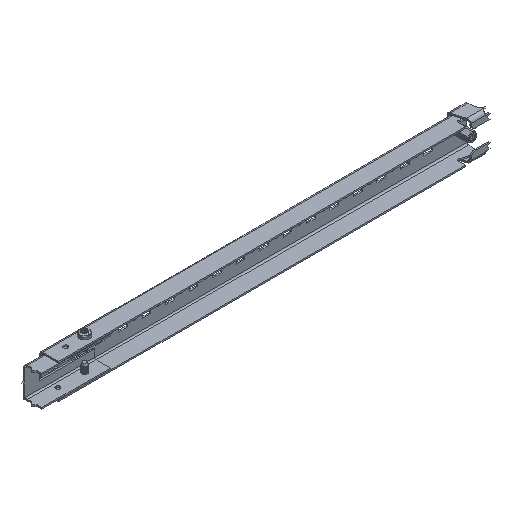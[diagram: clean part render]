
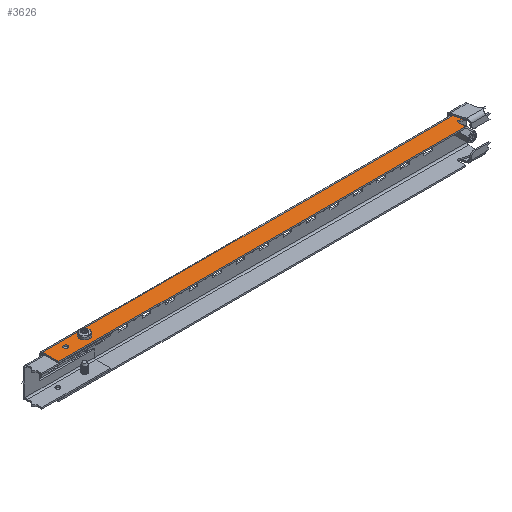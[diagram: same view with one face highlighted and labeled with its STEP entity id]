
A CAD part, isometric view. The second image highlights one B-rep face of the part: STEP entity #3626.
In plain terms, the highlighted planar face has unit normal (0, 0, 1).
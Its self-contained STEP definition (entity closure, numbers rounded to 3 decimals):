
#32 = ORIENTED_EDGE ( 'NONE', *, *, #5411, .F. ) ;
#236 = AXIS2_PLACEMENT_3D ( 'NONE', #13709, #13537, #4083 ) ;
#250 = EDGE_CURVE ( 'NONE', #12971, #11581, #4800, .T. ) ;
#261 = AXIS2_PLACEMENT_3D ( 'NONE', #298, #16205, #6833 ) ;
#298 = CARTESIAN_POINT ( 'NONE',  ( 0., 15.676, 18.484 ) ) ;
#460 = VERTEX_POINT ( 'NONE', #4508 ) ;
#539 = LINE ( 'NONE', #6019, #4776 ) ;
#585 = DIRECTION ( 'NONE',  ( 0., 1., 0. ) ) ;
#780 = ORIENTED_EDGE ( 'NONE', *, *, #5371, .F. ) ;
#931 = CARTESIAN_POINT ( 'NONE',  ( 207.776, -10.521, 18.484 ) ) ;
#954 = CARTESIAN_POINT ( 'NONE',  ( -226.5, -20.124, 18.484 ) ) ;
#969 = ORIENTED_EDGE ( 'NONE', *, *, #12697, .T. ) ;
#1389 = CARTESIAN_POINT ( 'NONE',  ( -226.5, -20.124, 18.484 ) ) ;
#1446 = FACE_OUTER_BOUND ( 'NONE', #1574, .T. ) ;
#1562 = CARTESIAN_POINT ( 'NONE',  ( 226.5, -20.124, 18.484 ) ) ;
#1574 = EDGE_LOOP ( 'NONE', ( #16448, #3689, #9394, #969, #1790, #14173, #32, #6919, #780, #16406 ) ) ;
#1629 = CARTESIAN_POINT ( 'NONE',  ( 222.9, -13.817, 18.484 ) ) ;
#1661 = CARTESIAN_POINT ( 'NONE',  ( -189., -7.874, 18.484 ) ) ;
#1790 = ORIENTED_EDGE ( 'NONE', *, *, #4095, .F. ) ;
#1892 = CARTESIAN_POINT ( 'NONE',  ( -226.5, -3., 18.484 ) ) ;
#2073 = CARTESIAN_POINT ( 'NONE',  ( -209., -12.374, 18.484 ) ) ;
#2078 = AXIS2_PLACEMENT_3D ( 'NONE', #9069, #11302, #4503 ) ;
#2104 = AXIS2_PLACEMENT_3D ( 'NONE', #11582, #12912, #7425 ) ;
#2184 = DIRECTION ( 'NONE',  ( -0.961, 0.276, 0. ) ) ;
#2220 = CIRCLE ( 'NONE', #10963, 1. ) ;
#2661 = VERTEX_POINT ( 'NONE', #13247 ) ;
#2906 = CARTESIAN_POINT ( 'NONE',  ( 226.5, -20.124, 18.484 ) ) ;
#2971 = LINE ( 'NONE', #1562, #7864 ) ;
#3393 = CARTESIAN_POINT ( 'NONE',  ( -209., -7.874, 18.484 ) ) ;
#3465 = DIRECTION ( 'NONE',  ( -1., 0., 0. ) ) ;
#3626 = ADVANCED_FACE ( 'NONE', ( #8085, #4271, #1446 ), #5416, .T. ) ;
#3689 = ORIENTED_EDGE ( 'NONE', *, *, #250, .T. ) ;
#3949 = VECTOR ( 'NONE', #3465, 1000. ) ;
#4048 = EDGE_CURVE ( 'NONE', #2661, #5291, #8731, .T. ) ;
#4083 = DIRECTION ( 'NONE',  ( 0., 1., 0. ) ) ;
#4095 = EDGE_CURVE ( 'NONE', #5291, #460, #539, .T. ) ;
#4271 = FACE_BOUND ( 'NONE', #13250, .T. ) ;
#4389 = CARTESIAN_POINT ( 'NONE',  ( 206.5, -11.482, 18.484 ) ) ;
#4503 = DIRECTION ( 'NONE',  ( 0., -1., 0. ) ) ;
#4508 = CARTESIAN_POINT ( 'NONE',  ( 206.5, -20.124, 18.484 ) ) ;
#4579 = VERTEX_POINT ( 'NONE', #13950 ) ;
#4602 = DIRECTION ( 'NONE',  ( -0.309, -0.951, 0. ) ) ;
#4647 = EDGE_CURVE ( 'NONE', #11581, #5158, #7407, .T. ) ;
#4776 = VECTOR ( 'NONE', #9907, 1000. ) ;
#4800 = LINE ( 'NONE', #10182, #3949 ) ;
#5091 = CARTESIAN_POINT ( 'NONE',  ( -209., -10.124, 18.484 ) ) ;
#5158 = VERTEX_POINT ( 'NONE', #1389 ) ;
#5270 = EDGE_CURVE ( 'NONE', #13755, #12971, #2971, .T. ) ;
#5291 = VERTEX_POINT ( 'NONE', #4389 ) ;
#5371 = EDGE_CURVE ( 'NONE', #4579, #13829, #9265, .T. ) ;
#5411 = EDGE_CURVE ( 'NONE', #7097, #2661, #13127, .T. ) ;
#5416 = PLANE ( 'NONE',  #261 ) ;
#5437 = VECTOR ( 'NONE', #8301, 1000. ) ;
#5504 = AXIS2_PLACEMENT_3D ( 'NONE', #5091, #14719, #17449 ) ;
#5771 = DIRECTION ( 'NONE',  ( 0., 1., 0. ) ) ;
#5773 = EDGE_CURVE ( 'NONE', #13829, #7097, #2220, .T. ) ;
#6019 = CARTESIAN_POINT ( 'NONE',  ( 206.5, -20.124, 18.484 ) ) ;
#6306 = CIRCLE ( 'NONE', #2078, 2.25 ) ;
#6833 = DIRECTION ( 'NONE',  ( 0., -1., 0. ) ) ;
#6908 = AXIS2_PLACEMENT_3D ( 'NONE', #15719, #14318, #14395 ) ;
#6919 = ORIENTED_EDGE ( 'NONE', *, *, #5773, .F. ) ;
#6940 = VERTEX_POINT ( 'NONE', #2073 ) ;
#7097 = VERTEX_POINT ( 'NONE', #10532 ) ;
#7104 = DIRECTION ( 'NONE',  ( 0., 0., -1. ) ) ;
#7407 = LINE ( 'NONE', #954, #16063 ) ;
#7425 = DIRECTION ( 'NONE',  ( 0., -1., 0. ) ) ;
#7500 = CIRCLE ( 'NONE', #5504, 2.25 ) ;
#7758 = CIRCLE ( 'NONE', #6908, 2.25 ) ;
#7864 = VECTOR ( 'NONE', #585, 1000. ) ;
#8085 = FACE_BOUND ( 'NONE', #12770, .T. ) ;
#8265 = VERTEX_POINT ( 'NONE', #3393 ) ;
#8301 = DIRECTION ( 'NONE',  ( 1., 0., 0. ) ) ;
#8731 = CIRCLE ( 'NONE', #236, 1. ) ;
#8846 = ORIENTED_EDGE ( 'NONE', *, *, #12821, .F. ) ;
#9069 = CARTESIAN_POINT ( 'NONE',  ( -209., -10.124, 18.484 ) ) ;
#9084 = DIRECTION ( 'NONE',  ( 0., -1., 0. ) ) ;
#9265 = CIRCLE ( 'NONE', #13504, 1. ) ;
#9394 = ORIENTED_EDGE ( 'NONE', *, *, #4647, .T. ) ;
#9468 = EDGE_CURVE ( 'NONE', #13755, #4579, #11399, .T. ) ;
#9631 = LINE ( 'NONE', #2906, #5437 ) ;
#9907 = DIRECTION ( 'NONE',  ( 0., -1., 0. ) ) ;
#10117 = VECTOR ( 'NONE', #2184, 1000. ) ;
#10182 = CARTESIAN_POINT ( 'NONE',  ( 0., -3., 18.484 ) ) ;
#10385 = DIRECTION ( 'NONE',  ( 0., 1., 0. ) ) ;
#10474 = CARTESIAN_POINT ( 'NONE',  ( 226.5, -3., 18.484 ) ) ;
#10497 = ORIENTED_EDGE ( 'NONE', *, *, #10816, .F. ) ;
#10532 = CARTESIAN_POINT ( 'NONE',  ( 222.624, -14.779, 18.484 ) ) ;
#10628 = VERTEX_POINT ( 'NONE', #13448 ) ;
#10816 = EDGE_CURVE ( 'NONE', #11051, #10628, #13388, .T. ) ;
#10963 = AXIS2_PLACEMENT_3D ( 'NONE', #1629, #7104, #5771 ) ;
#11051 = VERTEX_POINT ( 'NONE', #1661 ) ;
#11302 = DIRECTION ( 'NONE',  ( 0., 0., 1. ) ) ;
#11399 = LINE ( 'NONE', #16603, #14496 ) ;
#11581 = VERTEX_POINT ( 'NONE', #1892 ) ;
#11582 = CARTESIAN_POINT ( 'NONE',  ( -189., -10.124, 18.484 ) ) ;
#12418 = ORIENTED_EDGE ( 'NONE', *, *, #15274, .F. ) ;
#12697 = EDGE_CURVE ( 'NONE', #5158, #460, #9631, .T. ) ;
#12770 = EDGE_LOOP ( 'NONE', ( #12418, #10497 ) ) ;
#12821 = EDGE_CURVE ( 'NONE', #6940, #8265, #6306, .T. ) ;
#12912 = DIRECTION ( 'NONE',  ( 0., 0., 1. ) ) ;
#12971 = VERTEX_POINT ( 'NONE', #10474 ) ;
#13127 = LINE ( 'NONE', #931, #10117 ) ;
#13247 = CARTESIAN_POINT ( 'NONE',  ( 207.776, -10.521, 18.484 ) ) ;
#13250 = EDGE_LOOP ( 'NONE', ( #8846, #13971 ) ) ;
#13388 = CIRCLE ( 'NONE', #2104, 2.25 ) ;
#13448 = CARTESIAN_POINT ( 'NONE',  ( -189., -12.374, 18.484 ) ) ;
#13504 = AXIS2_PLACEMENT_3D ( 'NONE', #15610, #14375, #10385 ) ;
#13537 = DIRECTION ( 'NONE',  ( 0., 0., 1. ) ) ;
#13709 = CARTESIAN_POINT ( 'NONE',  ( 207.5, -11.482, 18.484 ) ) ;
#13755 = VERTEX_POINT ( 'NONE', #14547 ) ;
#13829 = VERTEX_POINT ( 'NONE', #17448 ) ;
#13950 = CARTESIAN_POINT ( 'NONE',  ( 223.851, -14.126, 18.484 ) ) ;
#13971 = ORIENTED_EDGE ( 'NONE', *, *, #15978, .F. ) ;
#14173 = ORIENTED_EDGE ( 'NONE', *, *, #4048, .F. ) ;
#14318 = DIRECTION ( 'NONE',  ( 0., 0., 1. ) ) ;
#14375 = DIRECTION ( 'NONE',  ( 0., 0., -1. ) ) ;
#14395 = DIRECTION ( 'NONE',  ( 0., -1., 0. ) ) ;
#14496 = VECTOR ( 'NONE', #4602, 1000. ) ;
#14547 = CARTESIAN_POINT ( 'NONE',  ( 226.5, -5.974, 18.484 ) ) ;
#14719 = DIRECTION ( 'NONE',  ( 0., 0., 1. ) ) ;
#15274 = EDGE_CURVE ( 'NONE', #10628, #11051, #7758, .T. ) ;
#15610 = CARTESIAN_POINT ( 'NONE',  ( 222.9, -13.817, 18.484 ) ) ;
#15719 = CARTESIAN_POINT ( 'NONE',  ( -189., -10.124, 18.484 ) ) ;
#15978 = EDGE_CURVE ( 'NONE', #8265, #6940, #7500, .T. ) ;
#16063 = VECTOR ( 'NONE', #9084, 1000. ) ;
#16205 = DIRECTION ( 'NONE',  ( 0., 0., 1. ) ) ;
#16406 = ORIENTED_EDGE ( 'NONE', *, *, #9468, .F. ) ;
#16448 = ORIENTED_EDGE ( 'NONE', *, *, #5270, .T. ) ;
#16603 = CARTESIAN_POINT ( 'NONE',  ( 223.851, -14.126, 18.484 ) ) ;
#17448 = CARTESIAN_POINT ( 'NONE',  ( 222.9, -14.817, 18.484 ) ) ;
#17449 = DIRECTION ( 'NONE',  ( 0., -1., 0. ) ) ;
